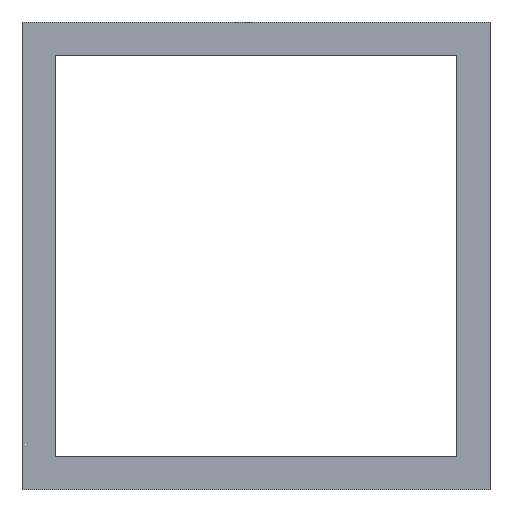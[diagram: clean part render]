
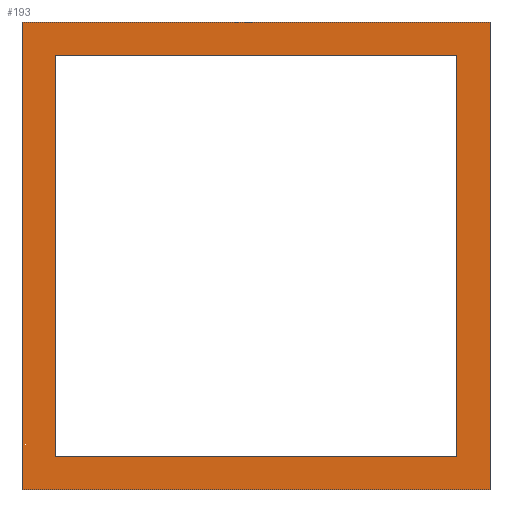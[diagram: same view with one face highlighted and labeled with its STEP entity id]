
A CAD part, front view. The second image highlights one B-rep face of the part: STEP entity #193.
In plain terms, the highlighted planar face has unit normal (0, -1, 0).
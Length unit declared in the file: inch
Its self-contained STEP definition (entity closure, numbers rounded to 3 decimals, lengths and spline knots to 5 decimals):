
#15=FACE_BOUND('',#36,.T.);
#25=FACE_OUTER_BOUND('',#35,.T.);
#35=EDGE_LOOP('',(#159,#160,#161,#162));
#36=EDGE_LOOP('',(#163,#164,#165,#166));
#41=LINE('',#279,#65);
#45=LINE('',#286,#69);
#48=LINE('',#292,#72);
#51=LINE('',#300,#75);
#55=LINE('',#307,#79);
#58=LINE('',#313,#82);
#60=LINE('',#316,#84);
#62=LINE('',#319,#86);
#65=VECTOR('',#231,39.37008);
#69=VECTOR('',#237,39.37008);
#72=VECTOR('',#242,39.37008);
#75=VECTOR('',#247,39.37008);
#79=VECTOR('',#253,39.37008);
#82=VECTOR('',#258,39.37008);
#84=VECTOR('',#262,39.37008);
#86=VECTOR('',#266,39.37008);
#89=VERTEX_POINT('',#276);
#90=VERTEX_POINT('',#278);
#92=VERTEX_POINT('',#284);
#94=VERTEX_POINT('',#290);
#97=VERTEX_POINT('',#297);
#98=VERTEX_POINT('',#299);
#100=VERTEX_POINT('',#305);
#102=VERTEX_POINT('',#311);
#105=EDGE_CURVE('',#89,#90,#41,.T.);
#109=EDGE_CURVE('',#89,#92,#45,.T.);
#112=EDGE_CURVE('',#92,#94,#48,.T.);
#115=EDGE_CURVE('',#97,#98,#51,.T.);
#119=EDGE_CURVE('',#97,#100,#55,.T.);
#122=EDGE_CURVE('',#100,#102,#58,.T.);
#124=EDGE_CURVE('',#98,#102,#60,.T.);
#126=EDGE_CURVE('',#90,#94,#62,.T.);
#159=ORIENTED_EDGE('',*,*,#105,.F.);
#160=ORIENTED_EDGE('',*,*,#109,.T.);
#161=ORIENTED_EDGE('',*,*,#112,.T.);
#162=ORIENTED_EDGE('',*,*,#126,.F.);
#163=ORIENTED_EDGE('',*,*,#115,.F.);
#164=ORIENTED_EDGE('',*,*,#119,.T.);
#165=ORIENTED_EDGE('',*,*,#122,.T.);
#166=ORIENTED_EDGE('',*,*,#124,.F.);
#183=PLANE('',#223);
#193=ADVANCED_FACE('',(#25,#15),#183,.T.);
#223=AXIS2_PLACEMENT_3D('',#320,#267,#268);
#231=DIRECTION('',(1.,0.,0.));
#237=DIRECTION('',(0.,0.,-1.));
#242=DIRECTION('',(1.,0.,0.));
#247=DIRECTION('',(0.,0.,-1.));
#253=DIRECTION('',(1.,0.,0.));
#258=DIRECTION('',(0.,0.,-1.));
#262=DIRECTION('',(1.,0.,0.));
#266=DIRECTION('',(0.,0.,-1.));
#267=DIRECTION('center_axis',(0.,-1.,0.));
#268=DIRECTION('ref_axis',(1.,0.,0.));
#276=CARTESIAN_POINT('',(0.,-12.,-12.75198));
#278=CARTESIAN_POINT('',(1.75,-12.,-12.75198));
#279=CARTESIAN_POINT('',(0.875,-12.,-12.75198));
#284=CARTESIAN_POINT('',(0.,-12.,-14.50198));
#286=CARTESIAN_POINT('',(0.,-12.,-13.62698));
#290=CARTESIAN_POINT('',(1.75,-12.,-14.50198));
#292=CARTESIAN_POINT('',(0.875,-12.,-14.50198));
#297=CARTESIAN_POINT('',(0.125,-12.,-12.87698));
#299=CARTESIAN_POINT('',(0.125,-12.,-14.37698));
#300=CARTESIAN_POINT('',(0.125,-12.,-13.62698));
#305=CARTESIAN_POINT('',(1.625,-12.,-12.87698));
#307=CARTESIAN_POINT('',(0.875,-12.,-12.87698));
#311=CARTESIAN_POINT('',(1.625,-12.,-14.37698));
#313=CARTESIAN_POINT('',(1.625,-12.,-13.62698));
#316=CARTESIAN_POINT('',(0.875,-12.,-14.37698));
#319=CARTESIAN_POINT('',(1.75,-12.,-13.62698));
#320=CARTESIAN_POINT('Origin',(0.875,-12.,-13.62698));
